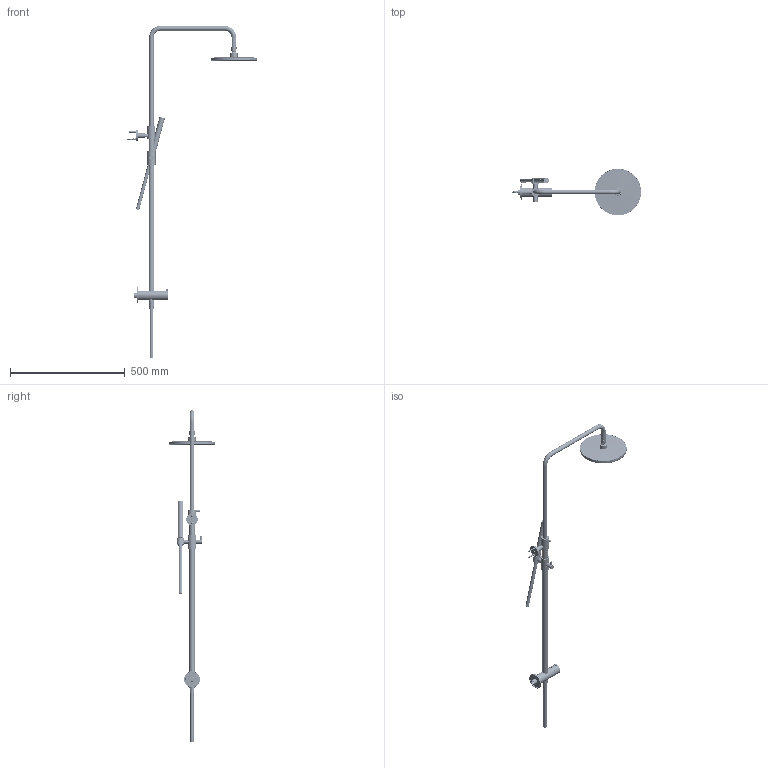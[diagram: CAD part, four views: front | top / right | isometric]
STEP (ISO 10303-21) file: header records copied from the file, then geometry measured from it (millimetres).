
FILE_DESCRIPTION(/* description */ ('Unknown'),/* implementation_level */ '2;1');
FILE_NAME(/* name */ 'M437-20',/* time_stamp */ '2020-03-17T15:03:00+01:00',/* author */ ('Unknown'),/* organization */ ('Unknown'),/* preprocessor_version */ 'ST-DEVELOPER v16.7',/* originating_system */ 'DEX',/* authorisation */ $);
FILE_SCHEMA (('AUTOMOTIVE_DESIGN {1 0 10303 214 3 1 1}'));
Length unit declared in the file: millimetre
Products named in the file (79): M437-00; M438-001; M437-12; M437-14; BR005-23; M437-32; M437-10; M437-04; M437-004; M437-01; BR005-05; M437-34; M437-30; M437-31; M437-09; M437-33; CB005-11; CB029-06; CB005-16; CB031-05 rel1; M431-00; tubo colonna_0022.01.009_default; tubo colonna_0022.01.008_default; Anello ferma tubo_22010445_22010445; Grano M4x 3 punta conica_Grano M4x 3 punta conica; Sostegno colonna_22010225_22010225; or 2093 23.52 x 1.78_10000025; Teflon_22000235_22000235; anello teflon_22000236_22000236; Ghiera di fissaggio_22010455_22010455; or 20 x 1.5_J2000125; astina Laddy_J6010085; Grano M4x 12 punta conica_Grano M4x 12 punta conica; telescopico_22010265_22010265; telescopico femmina_0022.01.275_0022.01.275; Raccordo soffione_22010255_22010255; or 2056 14x1.78_63000065; raccordo tubo_0022.00.245_0022.00.245; or 17 x 2_93000035; centrale colonna_22010585_22010585 ...
Assembly tree (102 placements, depth 4):
  M437-00
    M438-001
      M437-12  x2
      M437-14  x3
      BR005-23  x2
      M437-32
      M437-10
      M437-04  x2
      M437-004
      M437-01
      BR005-05
      M437-34  x3
      M437-30
      M437-31
      M437-09
      M437-33
      CB005-11
      CB029-06
      CB005-16
      CB031-05 rel1
    M431-00
      tubo colonna_0022.01.009_default
      tubo colonna_0022.01.008_default
      Anello ferma tubo_22010445_22010445
      Grano M4x 3 punta conica_Grano M4x 3 punta conica  x4
      Sostegno colonna_22010225_22010225
      or 2093 23.52 x 1.78_10000025
      Teflon_22000235_22000235
      anello teflon_22000236_22000236
      Ghiera di fissaggio_22010455_22010455
      or 20 x 1.5_J2000125  x2
      astina Laddy_J6010085  x2
      Grano M4x 12 punta conica_Grano M4x 12 punta conica  x2
      telescopico_22010265_22010265
      telescopico femmina_0022.01.275_0022.01.275
      Raccordo soffione_22010255_22010255
      or 2056 14x1.78_63000065  x3
      raccordo tubo_0022.00.245_0022.00.245
      or 17 x 2_93000035  x3
      centrale colonna_22010585_22010585
      interno teflon colonna_22001025_22001025
      pernettto colonna_22000465_22000465  x2
      distanziale_22000505_22000505
      manopola colonna_22010485_22010485
      braccetto colonna_22010475_22010475
      supporto docc colonna_22011015_22011015
      Vite M4 x 10 cilind croce_Vite M4 x 10 cilind croce
      disco fissaggio colonna_0022.01.003_0022.00.003
      tassello_39000245_39000245  x2
      Vite ST4.2 x 38 autofilett. svasata croce_Vite ST4.2 x 38 autofilett.
 svasata croce  x2
      rosone colonna_0022.01.004_0022.01.004
    M015-001  x2
    M100-00
      M100-02
      M100-001
        23090
        M100-06
        210202-4x6  x4
      M100-03
      M100-04
Bounding box: 568.78 x 203.3 x 1449.69 mm (x, y, z)
Volume: 937894.3 mm3; surface area: 764759 mm2
Topology: 96 solids, 96 shells, 3866 faces, 9315 edges, 6066 vertices
Faces by surface type: plane 1397, cylinder 976, cone 682, torus 545, bspline 213, sphere 53
Full cylindrical faces by diameter (mm): 1 x126, 1.5 x23, 2.5 x6, 2.8 x1, 3.1 x48, 3.242 x7, 3.3 x9, 3.6 x1, 3.8 x3, 4 x50, 4.1 x1, 4.134 x1, 4.2 x2, 4.5 x128, 4.8 x8, 5 x6, 5.05 x2, 6 x1, 6.05 x2, 6.7 x2, 7 x8, 7.2 x2, 7.4 x1, 7.5 x1, 8 x16, 8.4 x2, 8.5 x3, 8.8 x1, 9.1 x1, 9.5 x4
Entity records: 94310 total; most frequent: CARTESIAN_POINT 24746, DIRECTION 14051, ORIENTED_EDGE 10604, AXIS2_PLACEMENT_3D 6254, FACE_BOUND 6046, EDGE_LOOP 6021, EDGE_CURVE 5302, VERTEX_POINT 4316
